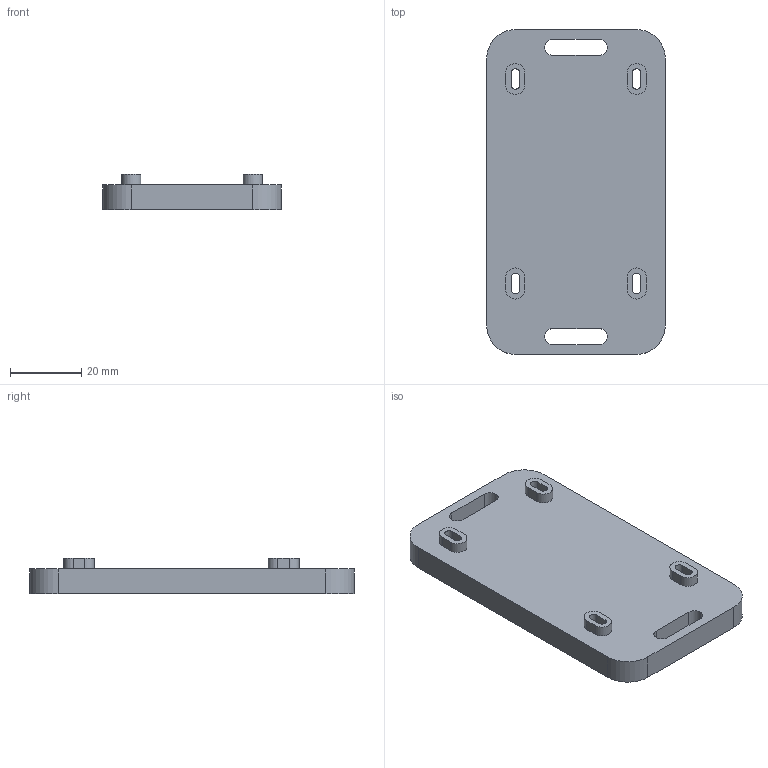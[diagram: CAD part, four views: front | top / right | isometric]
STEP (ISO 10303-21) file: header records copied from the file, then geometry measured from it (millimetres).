
FILE_DESCRIPTION (( 'STEP AP203' ), '1' );
FILE_NAME ('OAK_FCC_Board_HOLDER.STEP', '2022-09-01T19:26:41', ( '' ), ( '' ), 'SwSTEP 2.0', 'SolidWorks 2021', '' );
FILE_SCHEMA (( 'CONFIG_CONTROL_DESIGN' ));
Length unit declared in the file: millimetre
Products named in the file (1): OAK_FCC_Board_HOLDER
Bounding box: 50 x 91 x 10 mm (x, y, z)
Volume: 30131.9 mm3; surface area: 11975.4 mm2
Topology: 1 solids, 1 shells, 76 faces, 198 edges, 132 vertices
Faces by surface type: plane 42, cylinder 34
Entity records: 2451 total; most frequent: DIRECTION 420, CARTESIAN_POINT 407, ORIENTED_EDGE 396, EDGE_CURVE 198, AXIS2_PLACEMENT_3D 145, VERTEX_POINT 132, VECTOR 130, LINE 130
